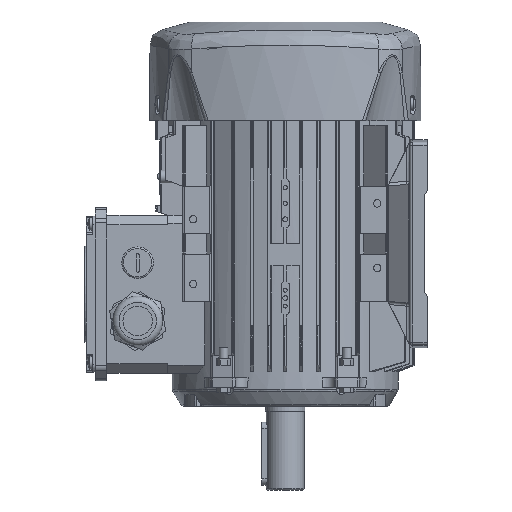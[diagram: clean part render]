
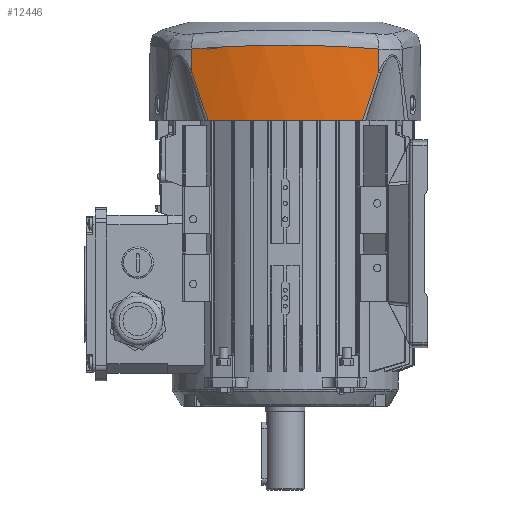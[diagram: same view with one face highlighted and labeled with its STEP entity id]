
A CAD part, left-side view. The second image highlights one B-rep face of the part: STEP entity #12446.
In plain terms, the highlighted cylindrical face has radius 153 mm (diameter 306 mm), a partial arc.
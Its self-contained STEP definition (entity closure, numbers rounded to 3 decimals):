
#1106=B_SPLINE_CURVE_WITH_KNOTS('',3,(#110180,#110181,#110182,#110183,#110184,
#110185,#110186,#110187,#110188,#110189,#110190,#110191,#110192,#110193,
#110194,#110195,#110196,#110197,#110198,#110199,#110200,#110201,#110202,
#110203,#110204),.UNSPECIFIED.,.F.,.F.,(4,2,2,2,2,2,2,2,2,1,2,2,4),(0.,0.125,
0.188,0.219,0.234,0.25,0.5,0.625,0.688,0.719,
0.734,0.75,1.),.UNSPECIFIED.);
#1167=B_SPLINE_CURVE_WITH_KNOTS('',3,(#113530,#113531,#113532,#113533,#113534,
#113535,#113536,#113537,#113538,#113539,#113540,#113541,#113542,#113543,
#113544,#113545,#113546),.UNSPECIFIED.,.F.,.F.,(4,2,1,1,2,2,1,2,2,4),(0.,
0.25,0.375,0.438,0.469,
0.5,0.625,0.688,0.75,
1.),.UNSPECIFIED.);
#1168=B_SPLINE_CURVE_WITH_KNOTS('',3,(#113579,#113580,#113581,#113582,#113583,
#113584,#113585,#113586,#113587,#113588,#113589,#113590,#113591,#113592,
#113593),.UNSPECIFIED.,.F.,.F.,(4,1,2,2,1,1,2,2,4),(0.,0.125,
0.188,0.25,0.375,0.438,0.469,
0.5,1.),.UNSPECIFIED.);
#2735=CYLINDRICAL_SURFACE('',#71375,153.);
#6503=CIRCLE('',#71374,153.);
#12446=ADVANCED_FACE('',(#17500),#2735,.T.);
#17500=FACE_OUTER_BOUND('',#21349,.T.);
#21349=EDGE_LOOP('',(#35164,#35165,#35166,#35167,#35168,#35169));
#35164=ORIENTED_EDGE('',*,*,#54239,.T.);
#35165=ORIENTED_EDGE('',*,*,#54240,.F.);
#35166=ORIENTED_EDGE('',*,*,#54241,.T.);
#35167=ORIENTED_EDGE('',*,*,#53649,.F.);
#35168=ORIENTED_EDGE('',*,*,#53643,.T.);
#35169=ORIENTED_EDGE('',*,*,#53691,.T.);
#45215=VERTEX_POINT('',#109013);
#45227=VERTEX_POINT('',#109191);
#45491=VERTEX_POINT('',#110249);
#45520=VERTEX_POINT('',#111035);
#45930=VERTEX_POINT('',#113529);
#45931=VERTEX_POINT('',#113578);
#53643=EDGE_CURVE('',#45215,#45227,#1106,.T.);
#53649=EDGE_CURVE('',#45215,#45491,#60152,.T.);
#53691=EDGE_CURVE('',#45227,#45520,#60169,.T.);
#54239=EDGE_CURVE('',#45520,#45930,#1167,.T.);
#54240=EDGE_CURVE('',#45931,#45930,#6503,.T.);
#54241=EDGE_CURVE('',#45931,#45491,#1168,.T.);
#60152=LINE('',#110405,#65027);
#60169=LINE('',#111036,#65044);
#65027=VECTOR('',#84382,1.);
#65044=VECTOR('',#84449,1.);
#71374=AXIS2_PLACEMENT_3D('',#113577,#85428,#85429);
#71375=AXIS2_PLACEMENT_3D('',#113594,#85430,#85431);
#84382=DIRECTION('',(0.,0.,-1.));
#84449=DIRECTION('',(0.,0.,-1.));
#85428=DIRECTION('',(0.,0.,-1.));
#85429=DIRECTION('',(-0.948,-0.32,0.));
#85430=DIRECTION('',(0.,0.,-1.));
#85431=DIRECTION('',(0.922,0.386,0.));
#109013=CARTESIAN_POINT('',(-74.12,-59.112,276.387));
#109191=CARTESIAN_POINT('',(-74.12,59.112,276.387));
#110180=CARTESIAN_POINT('',(-74.12,-59.112,276.387));
#110181=CARTESIAN_POINT('',(-76.176,-54.204,276.792));
#110182=CARTESIAN_POINT('',(-77.923,-49.312,277.146));
#110183=CARTESIAN_POINT('',(-80.127,-42.06,277.601));
#110184=CARTESIAN_POINT('',(-80.792,-39.657,277.74));
#110185=CARTESIAN_POINT('',(-81.69,-36.079,277.929));
#110186=CARTESIAN_POINT('',(-81.974,-34.89,277.989));
#110187=CARTESIAN_POINT('',(-82.374,-33.116,278.075));
#110188=CARTESIAN_POINT('',(-82.504,-32.525,278.102));
#110189=CARTESIAN_POINT('',(-82.756,-31.347,278.156));
#110190=CARTESIAN_POINT('',(-82.868,-30.805,278.18));
#110191=CARTESIAN_POINT('',(-85.03,-20.058,278.642));
#110192=CARTESIAN_POINT('',(-86.,-9.93,278.86));
#110193=CARTESIAN_POINT('',(-86.,4.965,278.86));
#110194=CARTESIAN_POINT('',(-85.758,9.979,278.806));
#110195=CARTESIAN_POINT('',(-85.013,17.535,278.642));
#110196=CARTESIAN_POINT('',(-84.701,20.06,278.574));
#110197=CARTESIAN_POINT('',(-84.135,23.851,278.452));
#110198=CARTESIAN_POINT('',(-83.828,25.747,278.386));
#110199=CARTESIAN_POINT('',(-83.483,27.644,278.312));
#110200=CARTESIAN_POINT('',(-83.245,28.909,278.261));
#110201=CARTESIAN_POINT('',(-83.113,29.587,278.232));
#110202=CARTESIAN_POINT('',(-81.108,39.555,277.803));
#110203=CARTESIAN_POINT('',(-78.232,49.295,277.197));
#110204=CARTESIAN_POINT('',(-74.12,59.112,276.387));
#110249=CARTESIAN_POINT('',(-74.12,-59.112,261.833));
#110405=CARTESIAN_POINT('',(-74.12,-59.112,276.387));
#111035=CARTESIAN_POINT('',(-74.12,59.112,261.833));
#111036=CARTESIAN_POINT('',(-74.12,59.112,276.387));
#113529=CARTESIAN_POINT('',(-77.978,48.891,231.));
#113530=CARTESIAN_POINT('',(-74.12,59.112,261.833));
#113531=CARTESIAN_POINT('',(-74.519,58.158,259.613));
#113532=CARTESIAN_POINT('',(-74.905,57.21,257.236));
#113533=CARTESIAN_POINT('',(-75.463,55.798,253.434));
#113534=CARTESIAN_POINT('',(-75.737,55.095,251.474));
#113535=CARTESIAN_POINT('',(-76.048,54.279,249.084));
#113536=CARTESIAN_POINT('',(-76.18,53.931,248.038));
#113537=CARTESIAN_POINT('',(-76.267,53.698,247.336));
#113538=CARTESIAN_POINT('',(-76.316,53.568,246.938));
#113539=CARTESIAN_POINT('',(-76.505,53.06,245.376));
#113540=CARTESIAN_POINT('',(-76.728,52.456,243.467));
#113541=CARTESIAN_POINT('',(-76.943,51.86,241.505));
#113542=CARTESIAN_POINT('',(-77.085,51.464,240.186));
#113543=CARTESIAN_POINT('',(-77.16,51.255,239.478));
#113544=CARTESIAN_POINT('',(-77.485,50.337,236.333));
#113545=CARTESIAN_POINT('',(-77.736,49.61,233.717));
#113546=CARTESIAN_POINT('',(-77.978,48.891,231.));
#113577=CARTESIAN_POINT('',(67.,0.,231.));
#113578=CARTESIAN_POINT('',(-77.978,-48.891,231.));
#113579=CARTESIAN_POINT('',(-77.978,-48.891,231.));
#113580=CARTESIAN_POINT('',(-77.857,-49.25,232.358));
#113581=CARTESIAN_POINT('',(-77.672,-49.792,234.358));
#113582=CARTESIAN_POINT('',(-77.482,-50.339,236.301));
#113583=CARTESIAN_POINT('',(-77.354,-50.704,237.585));
#113584=CARTESIAN_POINT('',(-77.294,-50.875,238.178));
#113585=CARTESIAN_POINT('',(-77.086,-51.463,240.191));
#113586=CARTESIAN_POINT('',(-76.873,-52.056,242.17));
#113587=CARTESIAN_POINT('',(-76.616,-52.758,244.418));
#113588=CARTESIAN_POINT('',(-76.504,-53.061,245.369));
#113589=CARTESIAN_POINT('',(-76.429,-53.264,245.999));
#113590=CARTESIAN_POINT('',(-76.397,-53.351,246.27));
#113591=CARTESIAN_POINT('',(-75.662,-55.32,252.324));
#113592=CARTESIAN_POINT('',(-74.919,-57.203,257.393));
#113593=CARTESIAN_POINT('',(-74.12,-59.112,261.833));
#113594=CARTESIAN_POINT('',(67.,0.,280.324));
